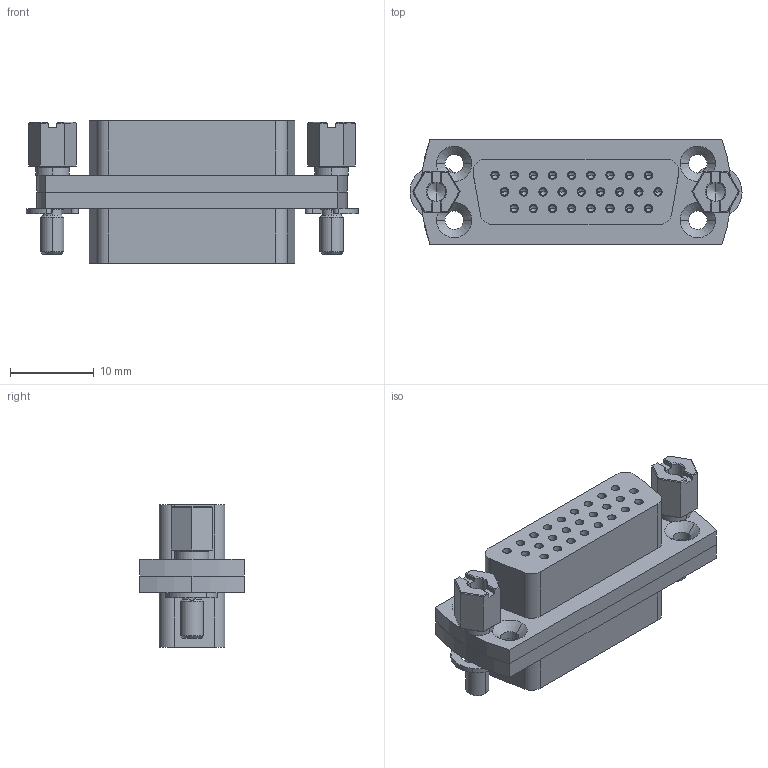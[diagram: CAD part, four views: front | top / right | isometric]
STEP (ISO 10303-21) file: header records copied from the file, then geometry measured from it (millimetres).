
FILE_DESCRIPTION (( 'STEP AP214' ), '1' );
FILE_NAME ('211-HD26-GA-PK.STEP', '2016-07-18T12:41:21', ( '' ), ( '' ), 'SwSTEP 2.0', 'SolidWorks 2014', '' );
FILE_SCHEMA (( 'AUTOMOTIVE_DESIGN' ));
Length unit declared in the file: millimetre
Products named in the file (6): 9211-FSXH-PK-FP_9211-FS26H-PK-FP; 9211-FSXH-PK-FP_9211-FS26H-X-PK-FP; 211-HD26-GA-PK; Lock washer DIN 6799 - 2.3_Lock washer DIN 6799 - 2.3; 9211-HD-GA-SCR_without back plate; 9212-PINF-HD-GA
Assembly tree (32 placements, depth 2):
  211-HD26-GA-PK
    9211-FSXH-PK-FP_9211-FS26H-X-PK-FP
    9211-FSXH-PK-FP_9211-FS26H-PK-FP
    9212-PINF-HD-GA  x26
    9211-HD-GA-SCR_without back plate  x2
    Lock washer DIN 6799 - 2.3_Lock washer DIN 6799 - 2.3  x2
Bounding box: 39.59 x 12.5 x 17 mm (x, y, z)
Volume: 3914.6 mm3; surface area: 7941.4 mm2
Topology: 32 solids, 32 shells, 1914 faces, 4838 edges, 2984 vertices
Faces by surface type: cylinder 676, plane 626, cone 612
Entity records: 22496 total; most frequent: DIRECTION 4294, CARTESIAN_POINT 3722, ORIENTED_EDGE 3522, EDGE_CURVE 1761, AXIS2_PLACEMENT_3D 1750, VERTEX_POINT 1052, EDGE_LOOP 963, CIRCLE 939
